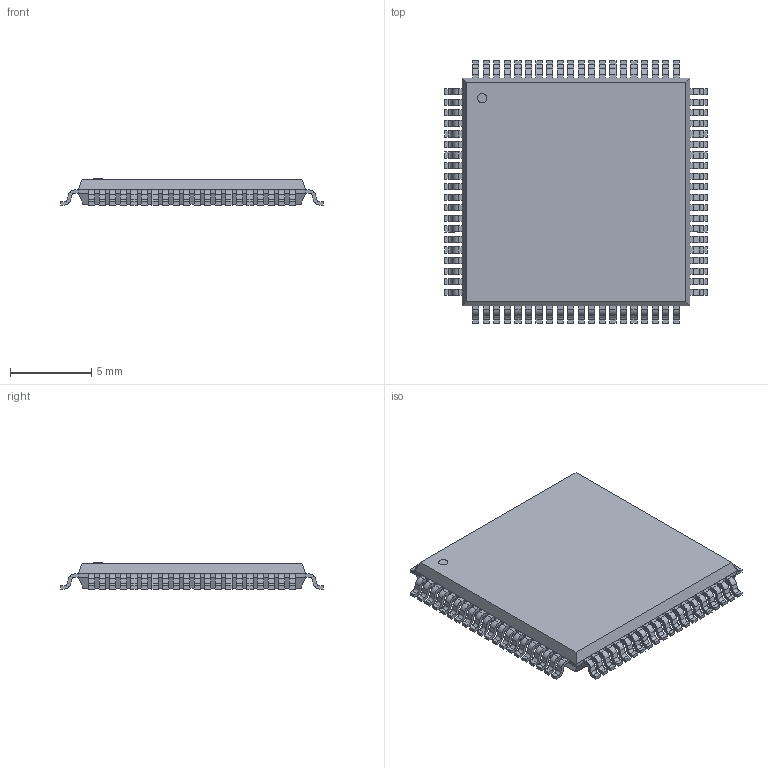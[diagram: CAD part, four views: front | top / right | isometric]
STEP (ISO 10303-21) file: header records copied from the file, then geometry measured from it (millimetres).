
FILE_DESCRIPTION(('STEP AP214'),'1');
FILE_NAME('ST_80_2_ADI','2026-01-04T11:13:18',(''),(''),'','','');
FILE_SCHEMA(('AUTOMOTIVE_DESIGN'));
Length unit declared in the file: millimetre
Products named in the file (1): product
Bounding box: 16.2 x 16.2 x 1.6 mm (x, y, z)
Volume: 303.8 mm3; surface area: 608.6 mm2
Topology: 82 solids, 82 shells, 1137 faces, 2911 edges, 1938 vertices
Faces by surface type: plane 816, cylinder 321
Full cylindrical faces by diameter (mm): 0.56 x1
Entity records: 32877 total; most frequent: DIRECTION 5830, ORIENTED_EDGE 5820, CARTESIAN_POINT 3399, EDGE_CURVE 2910, LINE 2268, VECTOR 2268, VERTEX_POINT 1938, AXIS2_PLACEMENT_3D 1781
